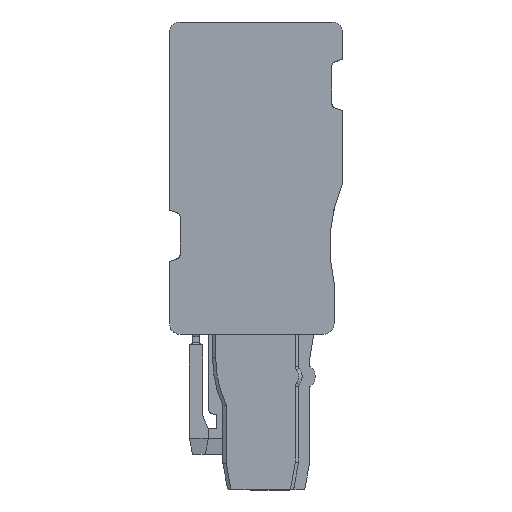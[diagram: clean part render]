
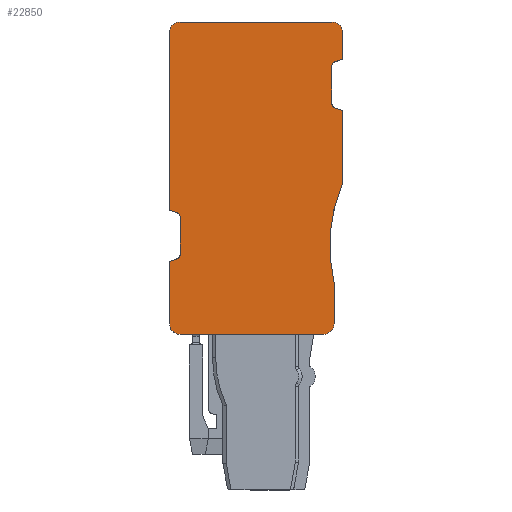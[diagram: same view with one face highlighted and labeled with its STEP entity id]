
A CAD part, left-side view. The second image highlights one B-rep face of the part: STEP entity #22850.
In plain terms, the highlighted planar face has unit normal (-1, 0, 0).
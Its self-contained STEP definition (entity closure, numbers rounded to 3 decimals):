
#14761=AXIS2_PLACEMENT_3D('Circle Axis2P3D',#14759,#14760,$) ;
#15227=AXIS2_PLACEMENT_3D('Circle Axis2P3D',#15225,#15226,$) ;
#15907=AXIS2_PLACEMENT_3D('Circle Axis2P3D',#15905,#15906,$) ;
#16742=AXIS2_PLACEMENT_3D('Circle Axis2P3D',#16740,#16741,$) ;
#18071=AXIS2_PLACEMENT_3D('Circle Axis2P3D',#18069,#18070,$) ;
#20177=AXIS2_PLACEMENT_3D('Circle Axis2P3D',#20175,#20176,$) ;
#20830=AXIS2_PLACEMENT_3D('Circle Axis2P3D',#20828,#20829,$) ;
#21058=AXIS2_PLACEMENT_3D('Circle Axis2P3D',#21056,#21057,$) ;
#21252=AXIS2_PLACEMENT_3D('Circle Axis2P3D',#21250,#21251,$) ;
#22782=AXIS2_PLACEMENT_3D('Plane Axis2P3D',#22779,#22780,#22781) ;
#22786=AXIS2_PLACEMENT_3D('Circle Axis2P3D',#22784,#22785,$) ;
#22800=AXIS2_PLACEMENT_3D('Circle Axis2P3D',#22798,#22799,$) ;
#22805=AXIS2_PLACEMENT_3D('Circle Axis2P3D',#22803,#22804,$) ;
#22819=AXIS2_PLACEMENT_3D('Circle Axis2P3D',#22817,#22818,$) ;
#13970=CARTESIAN_POINT('Vertex',(0.,15.5,14.85)) ;
#14077=CARTESIAN_POINT('Vertex',(0.,1.8,14.85)) ;
#14080=CARTESIAN_POINT('Line Origine',(0.,8.65,14.85)) ;
#14759=CARTESIAN_POINT('Axis2P3D Location',(0.,15.5,15.85)) ;
#14763=CARTESIAN_POINT('Vertex',(0.,16.5,15.85)) ;
#15225=CARTESIAN_POINT('Axis2P3D Location',(0.,1.8,15.85)) ;
#15229=CARTESIAN_POINT('Vertex',(0.,0.8,15.85)) ;
#15675=CARTESIAN_POINT('Line Origine',(0.,16.5,18.796)) ;
#15679=CARTESIAN_POINT('Vertex',(0.,16.5,21.742)) ;
#15879=CARTESIAN_POINT('Vertex',(0.,0.,43.65)) ;
#15902=CARTESIAN_POINT('Vertex',(0.,1.,44.65)) ;
#15905=CARTESIAN_POINT('Axis2P3D Location',(0.,1.,43.65)) ;
#16004=CARTESIAN_POINT('Vertex',(0.,15.5,44.65)) ;
#16007=CARTESIAN_POINT('Line Origine',(0.,8.25,44.65)) ;
#16737=CARTESIAN_POINT('Vertex',(0.,16.5,43.65)) ;
#16740=CARTESIAN_POINT('Axis2P3D Location',(0.,15.5,43.65)) ;
#16753=CARTESIAN_POINT('Line Origine',(0.,16.5,35.204)) ;
#16757=CARTESIAN_POINT('Vertex',(0.,16.5,26.758)) ;
#16858=CARTESIAN_POINT('Vertex',(0.,15.742,26.439)) ;
#16861=CARTESIAN_POINT('Line Origine',(0.,16.086,26.551)) ;
#16865=CARTESIAN_POINT('Vertex',(0.,16.431,26.662)) ;
#17573=CARTESIAN_POINT('Line Origine',(0.,16.086,21.949)) ;
#17577=CARTESIAN_POINT('Vertex',(0.,16.431,21.838)) ;
#17579=CARTESIAN_POINT('Vertex',(0.,15.742,22.061)) ;
#17793=CARTESIAN_POINT('Line Origine',(0.,0.8,17.8)) ;
#17797=CARTESIAN_POINT('Vertex',(0.,0.8,19.75)) ;
#18066=CARTESIAN_POINT('Vertex',(0.,0.,29.24)) ;
#18069=CARTESIAN_POINT('Axis2P3D Location',(0.,-13.774,23.3)) ;
#18646=CARTESIAN_POINT('Line Origine',(0.,0.,32.691)) ;
#18650=CARTESIAN_POINT('Vertex',(0.,0.,36.142)) ;
#18804=CARTESIAN_POINT('Vertex',(0.,0.758,36.461)) ;
#18807=CARTESIAN_POINT('Line Origine',(0.,0.414,36.349)) ;
#18811=CARTESIAN_POINT('Vertex',(0.,0.069,36.238)) ;
#19519=CARTESIAN_POINT('Line Origine',(0.,0.414,40.951)) ;
#19523=CARTESIAN_POINT('Vertex',(0.,0.069,41.062)) ;
#19525=CARTESIAN_POINT('Vertex',(0.,0.758,40.839)) ;
#19688=CARTESIAN_POINT('Line Origine',(0.,0.,42.404)) ;
#19692=CARTESIAN_POINT('Vertex',(0.,0.,41.158)) ;
#20175=CARTESIAN_POINT('Axis2P3D Location',(0.,16.4,21.742)) ;
#20828=CARTESIAN_POINT('Axis2P3D Location',(0.,16.4,26.758)) ;
#21056=CARTESIAN_POINT('Axis2P3D Location',(0.,0.1,36.142)) ;
#21250=CARTESIAN_POINT('Axis2P3D Location',(0.,0.1,41.158)) ;
#22779=CARTESIAN_POINT('Axis2P3D Location',(0.,7.5,14.85)) ;
#22784=CARTESIAN_POINT('Axis2P3D Location',(0.,0.65,36.794)) ;
#22788=CARTESIAN_POINT('Vertex',(0.,1.,36.794)) ;
#22791=CARTESIAN_POINT('Line Origine',(0.,1.,38.65)) ;
#22795=CARTESIAN_POINT('Vertex',(0.,1.,40.506)) ;
#22798=CARTESIAN_POINT('Axis2P3D Location',(0.,0.65,40.506)) ;
#22803=CARTESIAN_POINT('Axis2P3D Location',(0.,15.85,26.106)) ;
#22807=CARTESIAN_POINT('Vertex',(0.,15.5,26.106)) ;
#22810=CARTESIAN_POINT('Line Origine',(0.,15.5,24.25)) ;
#22814=CARTESIAN_POINT('Vertex',(0.,15.5,22.394)) ;
#22817=CARTESIAN_POINT('Axis2P3D Location',(0.,15.85,22.394)) ;
#14081=DIRECTION('Vector Direction',(0.,1.,0.)) ;
#14760=DIRECTION('Axis2P3D Direction',(-1.,0.,0.)) ;
#15226=DIRECTION('Axis2P3D Direction',(-1.,0.,0.)) ;
#15676=DIRECTION('Vector Direction',(0.,0.,-1.)) ;
#15906=DIRECTION('Axis2P3D Direction',(-1.,0.,0.)) ;
#16008=DIRECTION('Vector Direction',(0.,-1.,0.)) ;
#16741=DIRECTION('Axis2P3D Direction',(-1.,0.,0.)) ;
#16754=DIRECTION('Vector Direction',(0.,0.,-1.)) ;
#16862=DIRECTION('Vector Direction',(0.,0.951,0.309)) ;
#17574=DIRECTION('Vector Direction',(0.,-0.951,0.309)) ;
#17794=DIRECTION('Vector Direction',(0.,0.,1.)) ;
#18070=DIRECTION('Axis2P3D Direction',(-1.,0.,0.)) ;
#18647=DIRECTION('Vector Direction',(0.,0.,1.)) ;
#18808=DIRECTION('Vector Direction',(0.,-0.951,-0.309)) ;
#19520=DIRECTION('Vector Direction',(0.,0.951,-0.309)) ;
#19689=DIRECTION('Vector Direction',(0.,0.,1.)) ;
#20176=DIRECTION('Axis2P3D Direction',(1.,0.,-0.)) ;
#20829=DIRECTION('Axis2P3D Direction',(1.,0.,-0.)) ;
#21057=DIRECTION('Axis2P3D Direction',(1.,0.,-0.)) ;
#21251=DIRECTION('Axis2P3D Direction',(1.,0.,-0.)) ;
#22780=DIRECTION('Axis2P3D Direction',(-1.,0.,0.)) ;
#22781=DIRECTION('Axis2P3D XDirection',(0.,-1.,0.)) ;
#22785=DIRECTION('Axis2P3D Direction',(-1.,0.,0.)) ;
#22792=DIRECTION('Vector Direction',(0.,0.,-1.)) ;
#22799=DIRECTION('Axis2P3D Direction',(-1.,0.,0.)) ;
#22804=DIRECTION('Axis2P3D Direction',(-1.,0.,0.)) ;
#22811=DIRECTION('Vector Direction',(0.,0.,-1.)) ;
#22818=DIRECTION('Axis2P3D Direction',(-1.,0.,0.)) ;
#14082=VECTOR('Line Direction',#14081,1.) ;
#15677=VECTOR('Line Direction',#15676,1.) ;
#16009=VECTOR('Line Direction',#16008,1.) ;
#16755=VECTOR('Line Direction',#16754,1.) ;
#16863=VECTOR('Line Direction',#16862,1.) ;
#17575=VECTOR('Line Direction',#17574,1.) ;
#17795=VECTOR('Line Direction',#17794,1.) ;
#18648=VECTOR('Line Direction',#18647,1.) ;
#18809=VECTOR('Line Direction',#18808,1.) ;
#19521=VECTOR('Line Direction',#19520,1.) ;
#19690=VECTOR('Line Direction',#19689,1.) ;
#22793=VECTOR('Line Direction',#22792,1.) ;
#22812=VECTOR('Line Direction',#22811,1.) ;
#22823=ORIENTED_EDGE('',*,*,#14084,.F.) ;
#22824=ORIENTED_EDGE('',*,*,#15231,.T.) ;
#22825=ORIENTED_EDGE('',*,*,#17799,.T.) ;
#22826=ORIENTED_EDGE('',*,*,#18073,.F.) ;
#22827=ORIENTED_EDGE('',*,*,#18652,.T.) ;
#22828=ORIENTED_EDGE('',*,*,#21060,.T.) ;
#22829=ORIENTED_EDGE('',*,*,#18813,.F.) ;
#22830=ORIENTED_EDGE('',*,*,#22790,.F.) ;
#22831=ORIENTED_EDGE('',*,*,#22797,.F.) ;
#22832=ORIENTED_EDGE('',*,*,#22802,.F.) ;
#22833=ORIENTED_EDGE('',*,*,#19527,.F.) ;
#22834=ORIENTED_EDGE('',*,*,#21254,.T.) ;
#22835=ORIENTED_EDGE('',*,*,#19694,.T.) ;
#22836=ORIENTED_EDGE('',*,*,#15909,.T.) ;
#22837=ORIENTED_EDGE('',*,*,#16011,.F.) ;
#22838=ORIENTED_EDGE('',*,*,#16744,.T.) ;
#22839=ORIENTED_EDGE('',*,*,#16759,.T.) ;
#22840=ORIENTED_EDGE('',*,*,#20832,.T.) ;
#22841=ORIENTED_EDGE('',*,*,#16867,.F.) ;
#22842=ORIENTED_EDGE('',*,*,#22809,.F.) ;
#22843=ORIENTED_EDGE('',*,*,#22816,.T.) ;
#22844=ORIENTED_EDGE('',*,*,#22821,.F.) ;
#22845=ORIENTED_EDGE('',*,*,#17581,.F.) ;
#22846=ORIENTED_EDGE('',*,*,#20179,.T.) ;
#22847=ORIENTED_EDGE('',*,*,#15681,.T.) ;
#22848=ORIENTED_EDGE('',*,*,#14765,.T.) ;
#22850=ADVANCED_FACE('Hauptk\X2\00F6\X0\rper',(#22849),#22783,.T.) ;
#14762=CIRCLE('generated circle',#14761,1.) ;
#15228=CIRCLE('generated circle',#15227,1.) ;
#15908=CIRCLE('generated circle',#15907,1.) ;
#16743=CIRCLE('generated circle',#16742,1.) ;
#18072=CIRCLE('generated circle',#18071,15.) ;
#20178=CIRCLE('generated circle',#20177,0.1) ;
#20831=CIRCLE('generated circle',#20830,0.1) ;
#21059=CIRCLE('generated circle',#21058,0.1) ;
#21253=CIRCLE('generated circle',#21252,0.1) ;
#22787=CIRCLE('generated circle',#22786,0.35) ;
#22801=CIRCLE('generated circle',#22800,0.35) ;
#22806=CIRCLE('generated circle',#22805,0.35) ;
#22820=CIRCLE('generated circle',#22819,0.35) ;
#14084=EDGE_CURVE('',#14078,#13971,#14083,.T.) ;
#14765=EDGE_CURVE('',#14764,#13971,#14762,.T.) ;
#15231=EDGE_CURVE('',#14078,#15230,#15228,.T.) ;
#15681=EDGE_CURVE('',#15680,#14764,#15678,.T.) ;
#15909=EDGE_CURVE('',#15880,#15903,#15908,.T.) ;
#16011=EDGE_CURVE('',#16005,#15903,#16010,.T.) ;
#16744=EDGE_CURVE('',#16005,#16738,#16743,.T.) ;
#16759=EDGE_CURVE('',#16738,#16758,#16756,.T.) ;
#16867=EDGE_CURVE('',#16859,#16866,#16864,.T.) ;
#17581=EDGE_CURVE('',#17578,#17580,#17576,.T.) ;
#17799=EDGE_CURVE('',#15230,#17798,#17796,.T.) ;
#18073=EDGE_CURVE('',#18067,#17798,#18072,.T.) ;
#18652=EDGE_CURVE('',#18067,#18651,#18649,.T.) ;
#18813=EDGE_CURVE('',#18805,#18812,#18810,.T.) ;
#19527=EDGE_CURVE('',#19524,#19526,#19522,.T.) ;
#19694=EDGE_CURVE('',#19693,#15880,#19691,.T.) ;
#20179=EDGE_CURVE('',#17578,#15680,#20178,.F.) ;
#20832=EDGE_CURVE('',#16758,#16866,#20831,.F.) ;
#21060=EDGE_CURVE('',#18651,#18812,#21059,.F.) ;
#21254=EDGE_CURVE('',#19524,#19693,#21253,.F.) ;
#22790=EDGE_CURVE('',#22789,#18805,#22787,.T.) ;
#22797=EDGE_CURVE('',#22796,#22789,#22794,.T.) ;
#22802=EDGE_CURVE('',#19526,#22796,#22801,.T.) ;
#22809=EDGE_CURVE('',#22808,#16859,#22806,.T.) ;
#22816=EDGE_CURVE('',#22808,#22815,#22813,.T.) ;
#22821=EDGE_CURVE('',#17580,#22815,#22820,.T.) ;
#22822=EDGE_LOOP('',(#22823,#22824,#22825,#22826,#22827,#22828,#22829,#22830,#22831,#22832,#22833,#22834,#22835,#22836,#22837,#22838,#22839,#22840,#22841,#22842,#22843,#22844,#22845,#22846,#22847,#22848)) ;
#22849=FACE_OUTER_BOUND('',#22822,.T.) ;
#14083=LINE('Line',#14080,#14082) ;
#15678=LINE('Line',#15675,#15677) ;
#16010=LINE('Line',#16007,#16009) ;
#16756=LINE('Line',#16753,#16755) ;
#16864=LINE('Line',#16861,#16863) ;
#17576=LINE('Line',#17573,#17575) ;
#17796=LINE('Line',#17793,#17795) ;
#18649=LINE('Line',#18646,#18648) ;
#18810=LINE('Line',#18807,#18809) ;
#19522=LINE('Line',#19519,#19521) ;
#19691=LINE('Line',#19688,#19690) ;
#22794=LINE('Line',#22791,#22793) ;
#22813=LINE('Line',#22810,#22812) ;
#22783=PLANE('',#22782) ;
#13971=VERTEX_POINT('',#13970) ;
#14078=VERTEX_POINT('',#14077) ;
#14764=VERTEX_POINT('',#14763) ;
#15230=VERTEX_POINT('',#15229) ;
#15680=VERTEX_POINT('',#15679) ;
#15880=VERTEX_POINT('',#15879) ;
#15903=VERTEX_POINT('',#15902) ;
#16005=VERTEX_POINT('',#16004) ;
#16738=VERTEX_POINT('',#16737) ;
#16758=VERTEX_POINT('',#16757) ;
#16859=VERTEX_POINT('',#16858) ;
#16866=VERTEX_POINT('',#16865) ;
#17578=VERTEX_POINT('',#17577) ;
#17580=VERTEX_POINT('',#17579) ;
#17798=VERTEX_POINT('',#17797) ;
#18067=VERTEX_POINT('',#18066) ;
#18651=VERTEX_POINT('',#18650) ;
#18805=VERTEX_POINT('',#18804) ;
#18812=VERTEX_POINT('',#18811) ;
#19524=VERTEX_POINT('',#19523) ;
#19526=VERTEX_POINT('',#19525) ;
#19693=VERTEX_POINT('',#19692) ;
#22789=VERTEX_POINT('',#22788) ;
#22796=VERTEX_POINT('',#22795) ;
#22808=VERTEX_POINT('',#22807) ;
#22815=VERTEX_POINT('',#22814) ;
